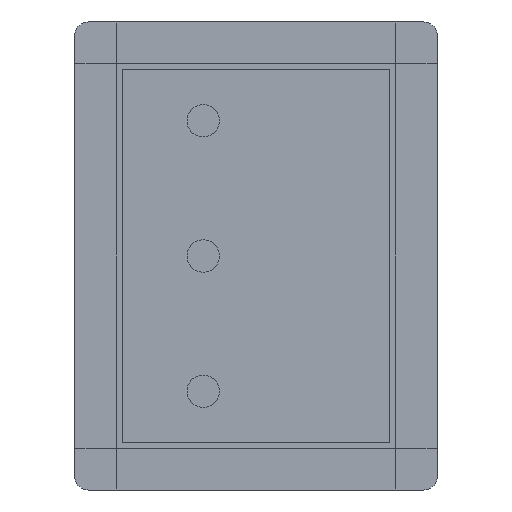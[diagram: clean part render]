
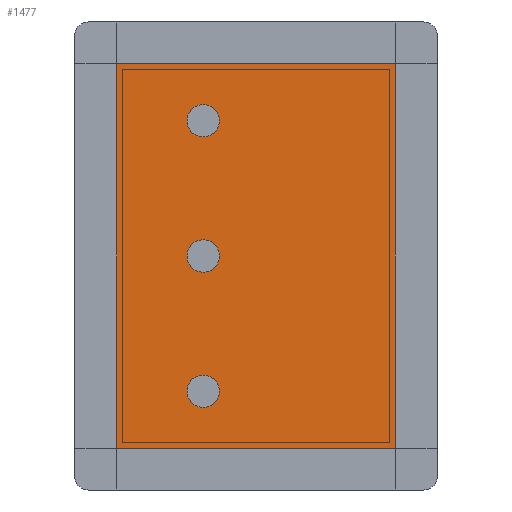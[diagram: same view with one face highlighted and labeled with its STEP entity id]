
A CAD part, front view. The second image highlights one B-rep face of the part: STEP entity #1477.
In plain terms, the highlighted planar face has unit normal (0, -1, 0).
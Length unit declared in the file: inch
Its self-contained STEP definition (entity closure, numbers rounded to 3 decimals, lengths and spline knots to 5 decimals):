
#175=LINE('',#2456,#339);
#177=LINE('',#2460,#341);
#179=LINE('',#2464,#343);
#181=LINE('',#2468,#345);
#339=VECTOR('',#2036,39.37008);
#341=VECTOR('',#2040,39.37008);
#343=VECTOR('',#2044,39.37008);
#345=VECTOR('',#2048,39.37008);
#415=PLANE('',#1653);
#842=ORIENTED_EDGE('',*,*,#1031,.F.);
#843=ORIENTED_EDGE('',*,*,#1037,.F.);
#844=ORIENTED_EDGE('',*,*,#1035,.F.);
#845=ORIENTED_EDGE('',*,*,#1033,.F.);
#1031=EDGE_CURVE('',#1163,#1164,#175,.T.);
#1033=EDGE_CURVE('',#1164,#1165,#177,.T.);
#1035=EDGE_CURVE('',#1165,#1166,#179,.T.);
#1037=EDGE_CURVE('',#1166,#1163,#181,.T.);
#1163=VERTEX_POINT('',#2455);
#1164=VERTEX_POINT('',#2457);
#1165=VERTEX_POINT('',#2461);
#1166=VERTEX_POINT('',#2465);
#1290=EDGE_LOOP('',(#842,#843,#844,#845));
#1389=FACE_BOUND('',#1290,.T.);
#1477=ADVANCED_FACE('',(#1389),#415,.F.);
#1653=AXIS2_PLACEMENT_3D('',#2469,#2049,#2050);
#2036=DIRECTION('',(-1.,0.,0.));
#2040=DIRECTION('',(0.,0.,1.));
#2044=DIRECTION('',(1.,0.,0.));
#2048=DIRECTION('',(0.,0.,-1.));
#2049=DIRECTION('',(0.,1.,0.));
#2050=DIRECTION('',(0.,0.,1.));
#2455=CARTESIAN_POINT('',(0.103,0.032,-0.142));
#2456=CARTESIAN_POINT('',(0.103,0.032,-0.142));
#2457=CARTESIAN_POINT('',(-0.103,0.032,-0.142));
#2460=CARTESIAN_POINT('',(-0.103,0.032,-0.142));
#2461=CARTESIAN_POINT('',(-0.103,0.032,0.142));
#2464=CARTESIAN_POINT('',(-0.103,0.032,0.142));
#2465=CARTESIAN_POINT('',(0.103,0.032,0.142));
#2468=CARTESIAN_POINT('',(0.103,0.032,0.142));
#2469=CARTESIAN_POINT('',(0.,0.032,0.));
